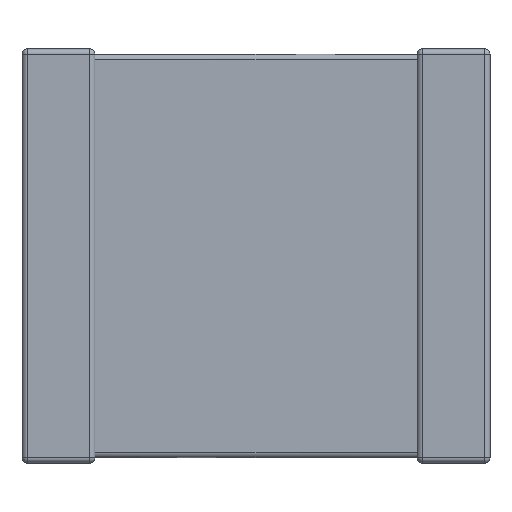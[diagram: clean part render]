
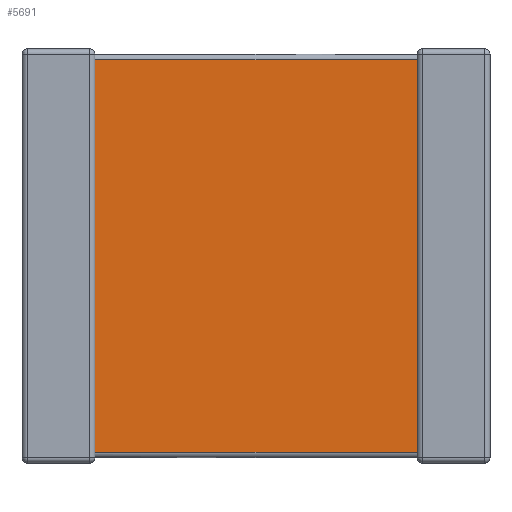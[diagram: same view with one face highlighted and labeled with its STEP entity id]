
A CAD part, front view. The second image highlights one B-rep face of the part: STEP entity #5691.
In plain terms, the highlighted planar face has unit normal (0, -1, 0).
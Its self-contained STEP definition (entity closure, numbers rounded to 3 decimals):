
#261 = VECTOR ( 'NONE', #1271, 1000. ) ;
#414 = ORIENTED_EDGE ( 'NONE', *, *, #7053, .T. ) ;
#537 = AXIS2_PLACEMENT_3D ( 'NONE', #6708, #5622, #5536 ) ;
#720 = CARTESIAN_POINT ( 'NONE',  ( 0.95, 0.07, -5.26 ) ) ;
#1271 = DIRECTION ( 'NONE',  ( 1., 0., 0. ) ) ;
#1427 = DIRECTION ( 'NONE',  ( 0., 0., 1. ) ) ;
#1429 = CARTESIAN_POINT ( 'NONE',  ( 5.15, 0.07, -5.26 ) ) ;
#1600 = VECTOR ( 'NONE', #1427, 1000. ) ;
#1641 = EDGE_LOOP ( 'NONE', ( #2053, #2458, #414, #4803 ) ) ;
#1880 = DIRECTION ( 'NONE',  ( -1., 0., 0. ) ) ;
#1917 = EDGE_CURVE ( 'NONE', #3444, #4095, #4411, .T. ) ;
#2053 = ORIENTED_EDGE ( 'NONE', *, *, #1917, .F. ) ;
#2458 = ORIENTED_EDGE ( 'NONE', *, *, #4014, .T. ) ;
#2835 = EDGE_CURVE ( 'NONE', #5561, #4095, #7136, .T. ) ;
#3199 = LINE ( 'NONE', #3685, #1600 ) ;
#3444 = VERTEX_POINT ( 'NONE', #720 ) ;
#3558 = PLANE ( 'NONE',  #537 ) ;
#3681 = CARTESIAN_POINT ( 'NONE',  ( 0.95, 0.07, -0.14 ) ) ;
#3685 = CARTESIAN_POINT ( 'NONE',  ( 5.15, 0.07, -5.4 ) ) ;
#3905 = VECTOR ( 'NONE', #5080, 1000. ) ;
#4014 = EDGE_CURVE ( 'NONE', #3444, #7414, #7189, .T. ) ;
#4095 = VERTEX_POINT ( 'NONE', #4911 ) ;
#4141 = FACE_OUTER_BOUND ( 'NONE', #1641, .T. ) ;
#4411 = LINE ( 'NONE', #6735, #3905 ) ;
#4803 = ORIENTED_EDGE ( 'NONE', *, *, #2835, .T. ) ;
#4911 = CARTESIAN_POINT ( 'NONE',  ( 0.95, 0.07, -0.14 ) ) ;
#4938 = CARTESIAN_POINT ( 'NONE',  ( 5.15, 0.07, -5.26 ) ) ;
#5080 = DIRECTION ( 'NONE',  ( 0., 0., 1. ) ) ;
#5536 = DIRECTION ( 'NONE',  ( 0., 0., -1. ) ) ;
#5561 = VERTEX_POINT ( 'NONE', #6991 ) ;
#5622 = DIRECTION ( 'NONE',  ( 0., -1., 0. ) ) ;
#5691 = ADVANCED_FACE ( 'NONE', ( #4141 ), #3558, .T. ) ;
#6530 = VECTOR ( 'NONE', #1880, 1000. ) ;
#6708 = CARTESIAN_POINT ( 'NONE',  ( 0.95, 0.07, -5.4 ) ) ;
#6735 = CARTESIAN_POINT ( 'NONE',  ( 0.95, 0.07, -5.4 ) ) ;
#6991 = CARTESIAN_POINT ( 'NONE',  ( 5.15, 0.07, -0.14 ) ) ;
#7053 = EDGE_CURVE ( 'NONE', #7414, #5561, #3199, .T. ) ;
#7136 = LINE ( 'NONE', #3681, #6530 ) ;
#7189 = LINE ( 'NONE', #1429, #261 ) ;
#7414 = VERTEX_POINT ( 'NONE', #4938 ) ;
